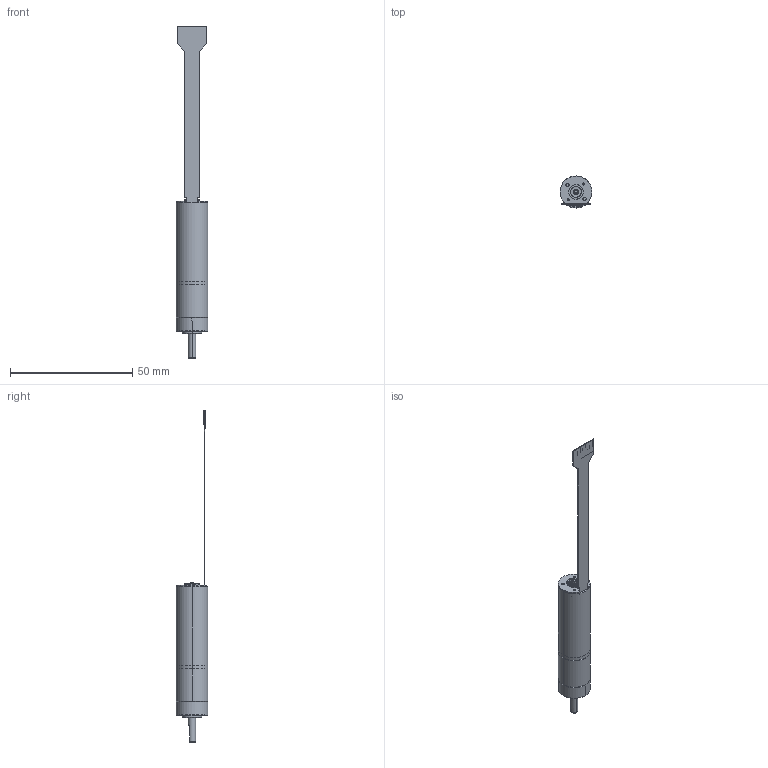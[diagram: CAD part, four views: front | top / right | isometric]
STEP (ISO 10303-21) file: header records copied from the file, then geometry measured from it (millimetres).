
FILE_DESCRIPTION((''),'2;1');
FILE_NAME('4611180000629','2023-10-18T13:57:06',('ms27607'),(''),'CREO PARAMETRIC BY PTC INC, 2018100','CREO PARAMETRIC BY PTC INC, 2018100','');
FILE_SCHEMA(('CONFIG_CONTROL_DESIGN'));
Length unit declared in the file: millimetre
Products named in the file (1): 4611180000629
Bounding box: 13 x 13 x 135.8 mm (x, y, z)
Surface area: 5103.6 mm2 (no closed solid volume)
Topology: 0 solids, 28 shells, 148 faces, 505 edges, 375 vertices
Faces by surface type: plane 51, cylinder 48, cone 29, torus 16, bspline 4
Entity records: 6055 total; most frequent: CARTESIAN_POINT 1718, DIRECTION 941, ORIENTED_EDGE 734, EDGE_CURVE 486, VERTEX_POINT 374, AXIS2_PLACEMENT_3D 327, VECTOR 287, LINE 287
